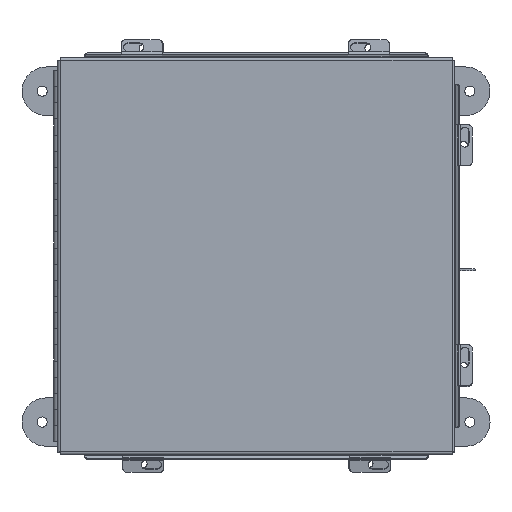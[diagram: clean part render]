
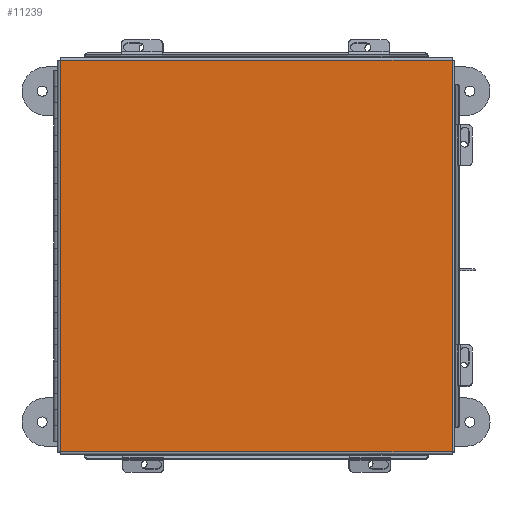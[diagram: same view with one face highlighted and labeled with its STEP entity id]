
A CAD part, top view. The second image highlights one B-rep face of the part: STEP entity #11239.
In plain terms, the highlighted face is planar.
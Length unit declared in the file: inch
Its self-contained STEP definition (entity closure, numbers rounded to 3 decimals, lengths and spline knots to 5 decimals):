
#969 = CARTESIAN_POINT ( 'NONE',  ( -6.07448, 6.06855, -0.0747 ) ) ;
#1261 = CARTESIAN_POINT ( 'NONE',  ( 6.06855, 6.07448, -0.0747 ) ) ;
#1297 = ORIENTED_EDGE ( 'NONE', *, *, #1867, .T. ) ;
#1517 = VERTEX_POINT ( 'NONE', #3948 ) ;
#1751 = VERTEX_POINT ( 'NONE', #9269 ) ;
#1867 = EDGE_CURVE ( 'NONE', #1517, #10818, #13978, .T. ) ;
#1873 = DIRECTION ( 'NONE',  ( -1., 0., 0. ) ) ;
#2677 = CARTESIAN_POINT ( 'NONE',  ( -6.06855, -6.07448, -0.0747 ) ) ;
#2973 = PLANE ( 'NONE',  #12363 ) ;
#3792 = CARTESIAN_POINT ( 'NONE',  ( -6.06855, -6.06855, -0.0747 ) ) ;
#3948 = CARTESIAN_POINT ( 'NONE',  ( -6.06855, 6.06855, -0.0747 ) ) ;
#4173 = VECTOR ( 'NONE', #10061, 39.37008 ) ;
#4554 = LINE ( 'NONE', #2677, #4173 ) ;
#6357 = LINE ( 'NONE', #9254, #15779 ) ;
#6705 = EDGE_LOOP ( 'NONE', ( #1297, #7855, #13776, #13766 ) ) ;
#6708 = DIRECTION ( 'NONE',  ( 0., 0., -1. ) ) ;
#7405 = VECTOR ( 'NONE', #9577, 39.37008 ) ;
#7855 = ORIENTED_EDGE ( 'NONE', *, *, #8567, .T. ) ;
#8225 = EDGE_CURVE ( 'NONE', #1751, #12074, #6357, .T. ) ;
#8567 = EDGE_CURVE ( 'NONE', #10818, #1751, #9028, .T. ) ;
#8650 = DIRECTION ( 'NONE',  ( 0., -1., 0. ) ) ;
#9028 = LINE ( 'NONE', #1261, #15194 ) ;
#9254 = CARTESIAN_POINT ( 'NONE',  ( 6.07448, -6.06855, -0.0747 ) ) ;
#9269 = CARTESIAN_POINT ( 'NONE',  ( 6.06855, -6.06855, -0.0747 ) ) ;
#9577 = DIRECTION ( 'NONE',  ( 1., 0., 0. ) ) ;
#9676 = CARTESIAN_POINT ( 'NONE',  ( 6.06855, 6.06855, -0.0747 ) ) ;
#10061 = DIRECTION ( 'NONE',  ( 0., 1., 0. ) ) ;
#10818 = VERTEX_POINT ( 'NONE', #9676 ) ;
#11239 = ADVANCED_FACE ( 'NONE', ( #13288 ), #2973, .T. ) ;
#12074 = VERTEX_POINT ( 'NONE', #3792 ) ;
#12118 = EDGE_CURVE ( 'NONE', #12074, #1517, #4554, .T. ) ;
#12363 = AXIS2_PLACEMENT_3D ( 'NONE', #14112, #6708, #15327 ) ;
#13288 = FACE_OUTER_BOUND ( 'NONE', #6705, .T. ) ;
#13766 = ORIENTED_EDGE ( 'NONE', *, *, #12118, .T. ) ;
#13776 = ORIENTED_EDGE ( 'NONE', *, *, #8225, .T. ) ;
#13978 = LINE ( 'NONE', #969, #7405 ) ;
#14112 = CARTESIAN_POINT ( 'NONE',  ( 0., 0., -0.0747 ) ) ;
#15194 = VECTOR ( 'NONE', #8650, 39.37008 ) ;
#15327 = DIRECTION ( 'NONE',  ( -1., 0., 0. ) ) ;
#15779 = VECTOR ( 'NONE', #1873, 39.37008 ) ;
